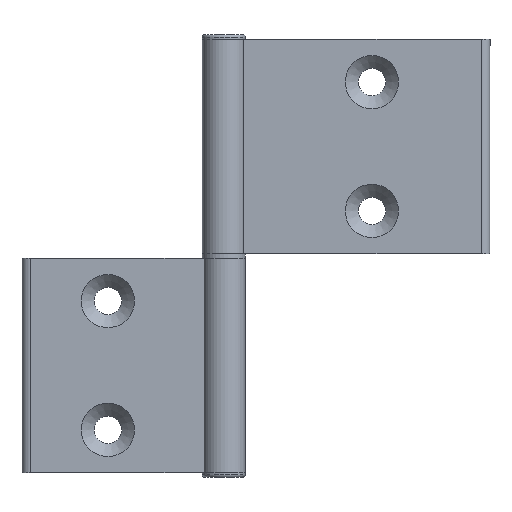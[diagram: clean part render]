
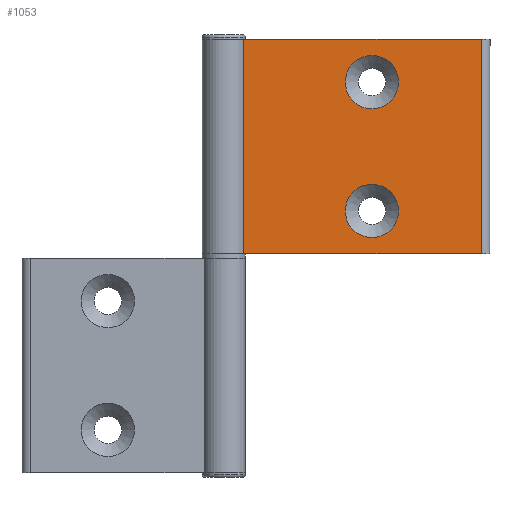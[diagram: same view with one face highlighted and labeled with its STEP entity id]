
A CAD part, front view. The second image highlights one B-rep face of the part: STEP entity #1053.
In plain terms, the highlighted face is planar.
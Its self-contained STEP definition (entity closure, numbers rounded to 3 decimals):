
#1053=ADVANCED_FACE('',(#1101,#1102,#1103),#1104,.T.);
#1101=FACE_BOUND('',#1207,.T.);
#1102=FACE_BOUND('',#1208,.T.);
#1103=FACE_OUTER_BOUND('',#1209,.T.);
#1104=PLANE('',#1210);
#1207=EDGE_LOOP('',(#1327));
#1208=EDGE_LOOP('',(#1328));
#1209=EDGE_LOOP('',(#1329,#1330,#1331,#1332));
#1210=AXIS2_PLACEMENT_3D('',#1333,#1334,#1335);
#1327=ORIENTED_EDGE('',*,*,#1530,.T.);
#1328=ORIENTED_EDGE('',*,*,#1531,.T.);
#1329=ORIENTED_EDGE('',*,*,#1532,.F.);
#1330=ORIENTED_EDGE('',*,*,#1526,.T.);
#1331=ORIENTED_EDGE('',*,*,#1533,.T.);
#1332=ORIENTED_EDGE('',*,*,#1534,.T.);
#1333=CARTESIAN_POINT('',(-1.209,4.0,-25.0));
#1334=DIRECTION('',(0.,1.0,0.0));
#1335=DIRECTION('',(-1.0,0.,0.0));
#1526=EDGE_CURVE('',#1588,#1585,#1589,.F.);
#1530=EDGE_CURVE('',#1595,#1595,#1596,.T.);
#1531=EDGE_CURVE('',#1597,#1597,#1598,.T.);
#1532=EDGE_CURVE('',#1588,#1599,#1600,.T.);
#1533=EDGE_CURVE('',#1585,#1601,#1602,.T.);
#1534=EDGE_CURVE('',#1601,#1599,#1603,.T.);
#1585=VERTEX_POINT('',#1689);
#1588=VERTEX_POINT('',#1692);
#1589=LINE('',#1693,#1694);
#1595=VERTEX_POINT('',#1701);
#1596=CIRCLE('',#1702,6.2);
#1597=VERTEX_POINT('',#1703);
#1598=CIRCLE('',#1704,6.2);
#1599=VERTEX_POINT('',#1705);
#1600=LINE('',#1706,#1707);
#1601=VERTEX_POINT('',#1708);
#1602=LINE('',#1709,#1710);
#1603=LINE('',#1711,#1712);
#1689=CARTESIAN_POINT('',(25.5,4.0,-25.0));
#1692=CARTESIAN_POINT('',(25.5,4.0,25.0));
#1693=CARTESIAN_POINT('',(25.5,4.0,-25.0));
#1694=VECTOR('',#1821,1.0);
#1701=CARTESIAN_POINT('',(6.2,4.0,-15.0));
#1702=AXIS2_PLACEMENT_3D('',#1829,#1830,#1831);
#1703=CARTESIAN_POINT('',(6.2,4.0,15.0));
#1704=AXIS2_PLACEMENT_3D('',#1832,#1833,#1834);
#1705=CARTESIAN_POINT('',(-29.917,4.0,25.0));
#1706=CARTESIAN_POINT('',(-1.209,4.0,25.0));
#1707=VECTOR('',#1835,1.0);
#1708=CARTESIAN_POINT('',(-29.917,4.0,-25.0));
#1709=CARTESIAN_POINT('',(-1.209,4.0,-25.0));
#1710=VECTOR('',#1836,1.0);
#1711=CARTESIAN_POINT('',(-29.917,4.0,-25.0));
#1712=VECTOR('',#1837,1.0);
#1821=DIRECTION('',(0.0,0.0,1.0));
#1829=CARTESIAN_POINT('',(0.0,4.0,-15.0));
#1830=DIRECTION('',(0.0,-1.0,0.0));
#1831=DIRECTION('',(1.0,0.0,0.0));
#1832=CARTESIAN_POINT('',(0.0,4.0,15.0));
#1833=DIRECTION('',(0.0,-1.0,0.0));
#1834=DIRECTION('',(1.0,0.0,0.0));
#1835=DIRECTION('',(-1.0,0.,0.0));
#1836=DIRECTION('',(-1.0,0.,0.0));
#1837=DIRECTION('',(0.0,0.0,1.0));
